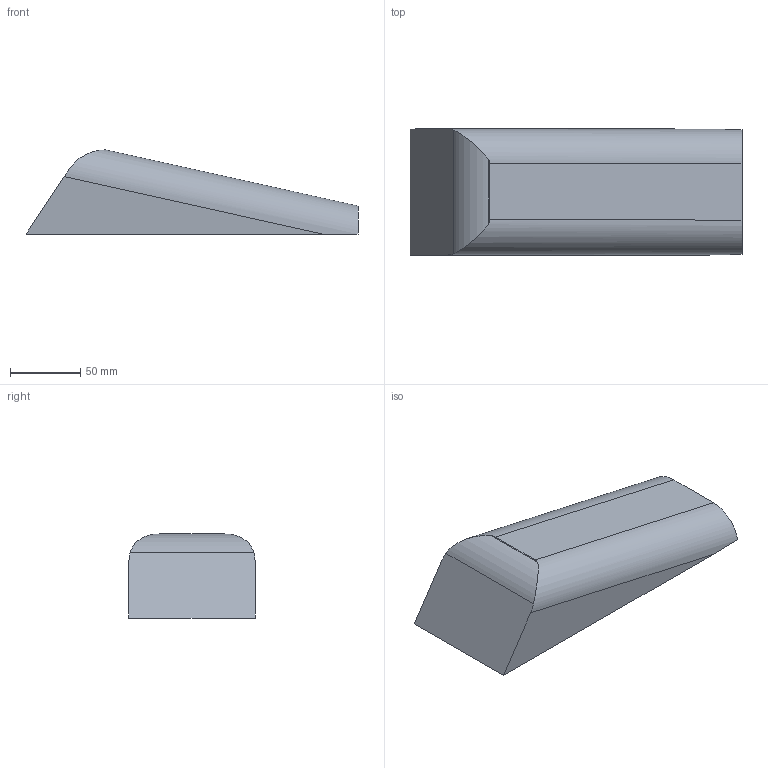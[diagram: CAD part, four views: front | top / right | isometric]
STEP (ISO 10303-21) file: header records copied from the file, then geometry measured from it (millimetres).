
FILE_DESCRIPTION((''),'2;1');
FILE_NAME('RFOOT','2019-07-19T12:28:31',('joelb'),(''),'CREO PARAMETRIC BY PTC INC, 2017260','CREO PARAMETRIC BY PTC INC, 2017260','');
FILE_SCHEMA(('CONFIG_CONTROL_DESIGN'));
Length unit declared in the file: metre
Products named in the file (1): RFOOT
Bounding box: 237 x 90 x 60 mm (x, y, z)
Volume: 791560.4 mm3; surface area: 61666.5 mm2
Topology: 1 solids, 1 shells, 10 faces, 24 edges, 16 vertices
Faces by surface type: plane 7, cylinder 3
Entity records: 356 total; most frequent: CARTESIAN_POINT 100, ORIENTED_EDGE 48, DIRECTION 34, EDGE_CURVE 24, VERTEX_POINT 16, VECTOR 14, LINE 14, AXIS2_PLACEMENT_3D 10
